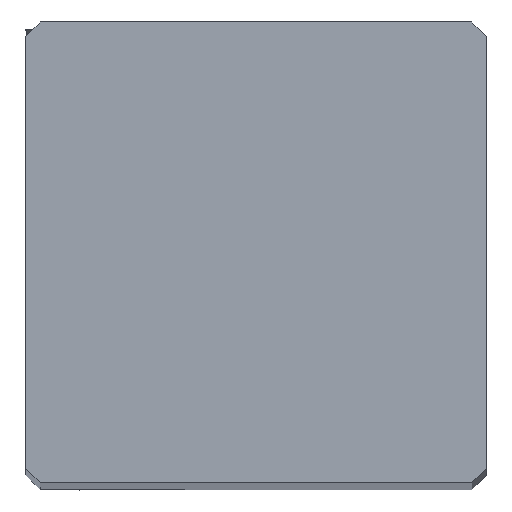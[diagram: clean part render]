
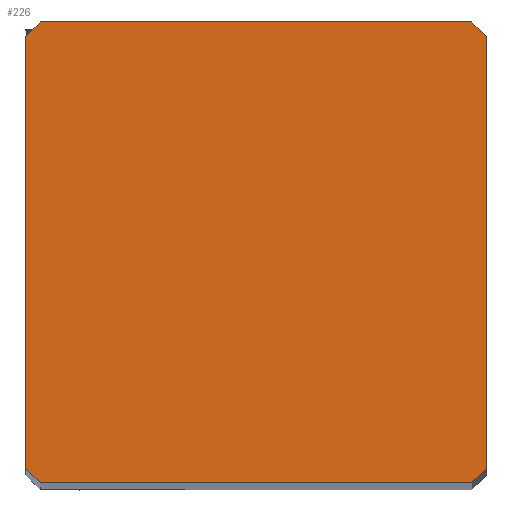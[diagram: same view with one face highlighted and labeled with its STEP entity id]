
A CAD part, top view. The second image highlights one B-rep face of the part: STEP entity #226.
In plain terms, the highlighted planar face has unit normal (0, 0, 1).
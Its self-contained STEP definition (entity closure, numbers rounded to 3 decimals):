
#145=FACE_OUTER_BOUND('',#357,.T.);
#226=ADVANCED_FACE('',(#145),#296,.T.);
#296=PLANE('',#1762);
#357=EDGE_LOOP('',(#589,#590,#591,#592,#593,#594,#595,#596));
#589=ORIENTED_EDGE('',*,*,#1124,.F.);
#590=ORIENTED_EDGE('',*,*,#1125,.F.);
#591=ORIENTED_EDGE('',*,*,#1062,.T.);
#592=ORIENTED_EDGE('',*,*,#1123,.F.);
#593=ORIENTED_EDGE('',*,*,#1118,.F.);
#594=ORIENTED_EDGE('',*,*,#1126,.F.);
#595=ORIENTED_EDGE('',*,*,#1127,.T.);
#596=ORIENTED_EDGE('',*,*,#1128,.F.);
#896=VERTEX_POINT('',#2460);
#897=VERTEX_POINT('',#2462);
#941=VERTEX_POINT('',#2590);
#942=VERTEX_POINT('',#2592);
#944=VERTEX_POINT('',#2603);
#945=VERTEX_POINT('',#2604);
#946=VERTEX_POINT('',#2607);
#947=VERTEX_POINT('',#2609);
#1062=EDGE_CURVE('',#897,#896,#1415,.T.);
#1118=EDGE_CURVE('',#941,#942,#1448,.T.);
#1123=EDGE_CURVE('',#942,#896,#1453,.T.);
#1124=EDGE_CURVE('',#944,#945,#1454,.T.);
#1125=EDGE_CURVE('',#897,#944,#1455,.T.);
#1126=EDGE_CURVE('',#946,#941,#1456,.T.);
#1127=EDGE_CURVE('',#946,#947,#1457,.T.);
#1128=EDGE_CURVE('',#945,#947,#1458,.T.);
#1415=LINE('',#2461,#1535);
#1448=LINE('',#2591,#1568);
#1453=LINE('',#2600,#1573);
#1454=LINE('',#2602,#1574);
#1455=LINE('',#2605,#1575);
#1456=LINE('',#2606,#1576);
#1457=LINE('',#2608,#1577);
#1458=LINE('',#2610,#1578);
#1535=VECTOR('',#1991,1.);
#1568=VECTOR('',#2088,1.);
#1573=VECTOR('',#2097,1.);
#1574=VECTOR('',#2100,1.);
#1575=VECTOR('',#2101,1.);
#1576=VECTOR('',#2102,1.);
#1577=VECTOR('',#2103,1.);
#1578=VECTOR('',#2104,1.);
#1762=AXIS2_PLACEMENT_3D('',#2611,#2105,#2106);
#1991=DIRECTION('',(1.,0.,0.));
#2088=DIRECTION('',(0.,-1.,0.));
#2097=DIRECTION('',(-0.707,-0.707,0.));
#2100=DIRECTION('',(0.,1.,0.));
#2101=DIRECTION('',(-0.707,0.707,0.));
#2102=DIRECTION('',(0.707,-0.707,0.));
#2103=DIRECTION('',(-1.,0.,0.));
#2104=DIRECTION('',(0.707,0.707,0.));
#2105=DIRECTION('',(0.,0.,1.));
#2106=DIRECTION('',(1.,0.,0.));
#2460=CARTESIAN_POINT('',(-0.5,0.,0.));
#2461=CARTESIAN_POINT('',(-15.5,0.,0.));
#2462=CARTESIAN_POINT('',(-15.5,0.,0.));
#2590=CARTESIAN_POINT('',(0.,15.5,0.));
#2591=CARTESIAN_POINT('',(0.,15.5,0.));
#2592=CARTESIAN_POINT('',(0.,0.5,0.));
#2600=CARTESIAN_POINT('',(0.,0.5,0.));
#2602=CARTESIAN_POINT('',(-16.,0.5,0.));
#2603=CARTESIAN_POINT('',(-16.,0.5,0.));
#2604=CARTESIAN_POINT('',(-16.,15.5,0.));
#2605=CARTESIAN_POINT('',(-15.5,0.,0.));
#2606=CARTESIAN_POINT('',(-0.5,16.,0.));
#2607=CARTESIAN_POINT('',(-0.5,16.,0.));
#2608=CARTESIAN_POINT('',(-0.5,16.,0.));
#2609=CARTESIAN_POINT('',(-15.5,16.,0.));
#2610=CARTESIAN_POINT('',(-16.,15.5,0.));
#2611=CARTESIAN_POINT('',(-8.,8.,0.));
